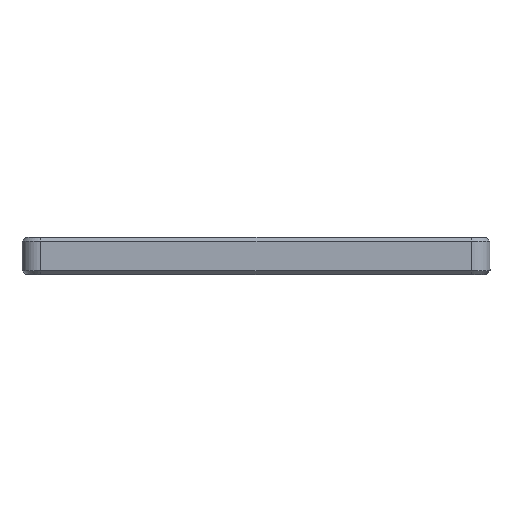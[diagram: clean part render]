
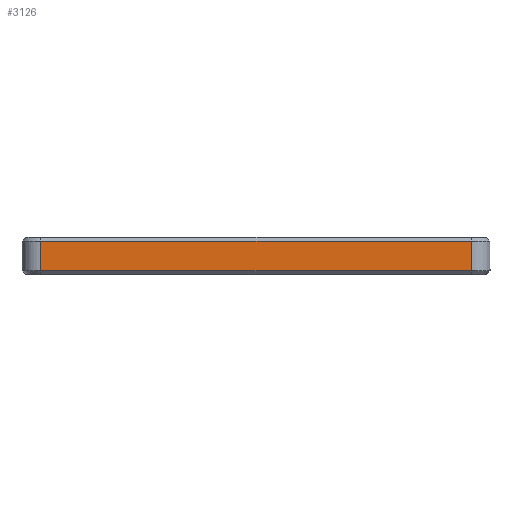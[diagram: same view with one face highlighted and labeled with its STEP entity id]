
A CAD part, left-side view. The second image highlights one B-rep face of the part: STEP entity #3126.
In plain terms, the highlighted planar face has unit normal (-1, 0, 0).
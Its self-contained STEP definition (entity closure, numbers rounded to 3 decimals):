
#225=PLANE('',#3477);
#355=FACE_OUTER_BOUND('',#603,.T.);
#603=EDGE_LOOP('',(#2485,#2486,#2487,#2488));
#893=LINE('',#5259,#1081);
#894=LINE('',#5264,#1082);
#896=LINE('',#5270,#1084);
#897=LINE('',#5271,#1085);
#1081=VECTOR('',#4229,10.);
#1082=VECTOR('',#4236,10.);
#1084=VECTOR('',#4242,10.);
#1085=VECTOR('',#4243,10.);
#1547=VERTEX_POINT('',#5253);
#1548=VERTEX_POINT('',#5257);
#1549=VERTEX_POINT('',#5263);
#1551=VERTEX_POINT('',#5269);
#1885=EDGE_CURVE('',#1548,#1547,#893,.T.);
#1887=EDGE_CURVE('',#1547,#1549,#894,.T.);
#1890=EDGE_CURVE('',#1551,#1548,#896,.T.);
#1891=EDGE_CURVE('',#1549,#1551,#897,.T.);
#2485=ORIENTED_EDGE('',*,*,#1885,.F.);
#2486=ORIENTED_EDGE('',*,*,#1890,.F.);
#2487=ORIENTED_EDGE('',*,*,#1891,.F.);
#2488=ORIENTED_EDGE('',*,*,#1887,.F.);
#3126=ADVANCED_FACE('',(#355),#225,.T.);
#3477=AXIS2_PLACEMENT_3D('',#5268,#4240,#4241);
#4229=DIRECTION('',(0.,0.,1.));
#4236=DIRECTION('',(0.,-1.,0.));
#4240=DIRECTION('center_axis',(-1.,0.,0.));
#4241=DIRECTION('ref_axis',(0.,0.,
1.));
#4242=DIRECTION('',(0.,1.,0.));
#4243=DIRECTION('',(0.,0.,-1.));
#5253=CARTESIAN_POINT('',(-79.65,15.3,56.));
#5257=CARTESIAN_POINT('',(-79.65,15.3,-59.));
#5259=CARTESIAN_POINT('',(-79.65,15.3,-45.391));
#5263=CARTESIAN_POINT('',(-79.65,7.3,56.));
#5264=CARTESIAN_POINT('',(-79.65,11.125,56.));
#5268=CARTESIAN_POINT('Origin',(-79.65,9.95,-29.781));
#5269=CARTESIAN_POINT('',(-79.65,7.3,-59.));
#5270=CARTESIAN_POINT('',(-79.65,11.125,-59.));
#5271=CARTESIAN_POINT('',(-79.65,7.3,-45.391));
